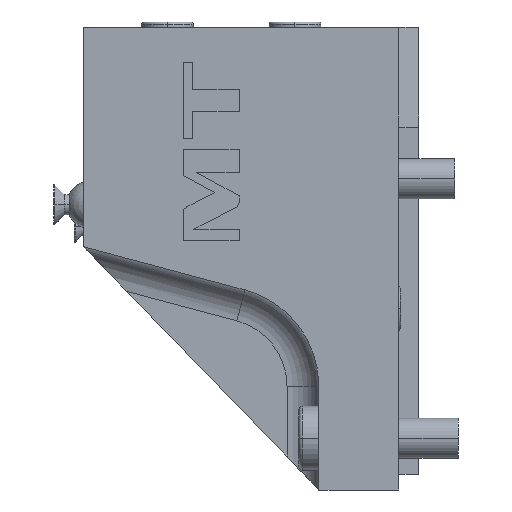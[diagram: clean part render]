
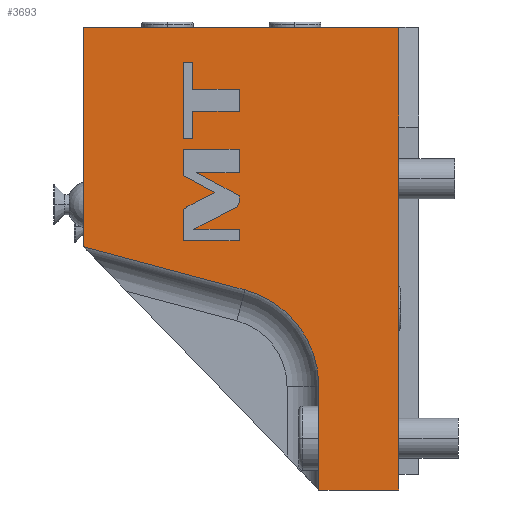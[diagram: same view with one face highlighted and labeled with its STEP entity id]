
A CAD part, front view. The second image highlights one B-rep face of the part: STEP entity #3693.
In plain terms, the highlighted planar face has unit normal (0, -1, 0).
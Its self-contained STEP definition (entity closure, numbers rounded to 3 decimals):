
#486=DIRECTION('',(-1.,0.,0.));
#487=VECTOR('',#486,79.);
#488=CARTESIAN_POINT('',(0.,-42.,70.5));
#489=LINE('',#488,#487);
#852=DIRECTION('',(0.,0.,1.));
#853=VECTOR('',#852,55.);
#854=CARTESIAN_POINT('',(-79.,-42.,15.5));
#855=LINE('',#854,#853);
#890=DIRECTION('',(0.966,0.,-0.259));
#891=VECTOR('',#890,41.898);
#892=CARTESIAN_POINT('',(-79.,-42.,15.5));
#893=LINE('',#892,#891);
#894=DIRECTION('',(0.,0.,1.));
#895=VECTOR('',#894,25.);
#896=CARTESIAN_POINT('',(0.,-42.,45.5));
#897=LINE('',#896,#895);
#898=DIRECTION('',(0.,0.,1.));
#899=VECTOR('',#898,91.);
#900=CARTESIAN_POINT('',(0.,-42.,-45.5));
#901=LINE('',#900,#899);
#902=DIRECTION('',(-1.,0.,0.));
#903=VECTOR('',#902,20.);
#904=CARTESIAN_POINT('',(0.,-42.,-45.5));
#905=LINE('',#904,#903);
#906=DIRECTION('',(0.,0.,1.));
#907=VECTOR('',#906,26.008);
#908=CARTESIAN_POINT('',(-20.,-42.,-45.5));
#909=LINE('',#908,#907);
#910=CARTESIAN_POINT('',(-45.,-42.,-19.492));
#911=DIRECTION('',(0.,1.,0.));
#912=DIRECTION('',(0.259,0.,0.966));
#913=AXIS2_PLACEMENT_3D('',#910,#911,#912);
#915=CARTESIAN_POINT('',(-53.089,-42.,25.535));
#916=CARTESIAN_POINT('',(-53.651,-42.,25.244));
#917=CARTESIAN_POINT('',(-54.,-42.,24.671));
#918=CARTESIAN_POINT('',(-54.,-42.,24.038));
#920=DIRECTION('',(0.,0.,-1.));
#921=VECTOR('',#920,7.038);
#922=CARTESIAN_POINT('',(-54.,-42.,24.038));
#923=LINE('',#922,#921);
#924=DIRECTION('',(1.,0.,0.));
#925=VECTOR('',#924,14.);
#926=CARTESIAN_POINT('',(-54.,-42.,17.));
#927=LINE('',#926,#925);
#928=DIRECTION('',(0.,0.,1.));
#929=VECTOR('',#928,2.912);
#930=CARTESIAN_POINT('',(-40.,-42.,17.));
#931=LINE('',#930,#929);
#932=DIRECTION('',(-1.,0.,0.));
#933=VECTOR('',#932,11.341);
#934=CARTESIAN_POINT('',(-40.,-42.,19.912));
#935=LINE('',#934,#933);
#936=DIRECTION('',(0.888,0.,0.459));
#937=VECTOR('',#936,11.742);
#938=CARTESIAN_POINT('',(-51.341,-42.,19.912));
#939=LINE('',#938,#937);
#940=CARTESIAN_POINT('',(-40.911,-42.,25.305));
#941=CARTESIAN_POINT('',(-40.349,-42.,25.596));
#942=CARTESIAN_POINT('',(-40.,-42.,26.171));
#943=CARTESIAN_POINT('',(-40.,-42.,26.804));
#945=DIRECTION('',(0.,0.,1.));
#946=VECTOR('',#945,1.46);
#947=CARTESIAN_POINT('',(-40.,-42.,26.804));
#948=LINE('',#947,#946);
#949=DIRECTION('',(-0.877,0.,0.481));
#950=VECTOR('',#949,12.147);
#951=CARTESIAN_POINT('',(-40.,-42.,28.264));
#952=LINE('',#951,#950);
#953=DIRECTION('',(1.,0.,0.));
#954=VECTOR('',#953,10.648);
#955=CARTESIAN_POINT('',(-50.648,-42.,34.109));
#956=LINE('',#955,#954);
#957=DIRECTION('',(0.,0.,1.));
#958=VECTOR('',#957,5.891);
#959=CARTESIAN_POINT('',(-40.,-42.,34.109));
#960=LINE('',#959,#958);
#961=DIRECTION('',(-1.,0.,0.));
#962=VECTOR('',#961,14.);
#963=CARTESIAN_POINT('',(-40.,-42.,40.001));
#964=LINE('',#963,#962);
#965=DIRECTION('',(0.,0.,-1.));
#966=VECTOR('',#965,6.642);
#967=CARTESIAN_POINT('',(-54.,-42.,40.001));
#968=LINE('',#967,#966);
#969=DIRECTION('',(0.877,0.,-0.481));
#970=VECTOR('',#969,8.877);
#971=CARTESIAN_POINT('',(-54.,-42.,33.359));
#972=LINE('',#971,#970);
#973=DIRECTION('',(-0.888,0.,-0.459));
#974=VECTOR('',#973,7.734);
#975=CARTESIAN_POINT('',(-46.218,-42.,29.087));
#976=LINE('',#975,#974);
#977=DIRECTION('',(1.,0.,0.));
#978=VECTOR('',#977,11.616);
#979=CARTESIAN_POINT('',(-51.616,-42.,49.416));
#980=LINE('',#979,#978);
#981=DIRECTION('',(0.,0.,1.));
#982=VECTOR('',#981,5.545);
#983=CARTESIAN_POINT('',(-40.,-42.,49.416));
#984=LINE('',#983,#982);
#985=DIRECTION('',(-1.,0.,0.));
#986=VECTOR('',#985,11.616);
#987=CARTESIAN_POINT('',(-40.,-42.,54.961));
#988=LINE('',#987,#986);
#989=DIRECTION('',(0.,0.,1.));
#990=VECTOR('',#989,6.787);
#991=CARTESIAN_POINT('',(-51.616,-42.,54.961));
#992=LINE('',#991,#990);
#993=DIRECTION('',(-1.,0.,0.));
#994=VECTOR('',#993,2.384);
#995=CARTESIAN_POINT('',(-51.616,-42.,61.748));
#996=LINE('',#995,#994);
#997=DIRECTION('',(0.,0.,-1.));
#998=VECTOR('',#997,19.12);
#999=CARTESIAN_POINT('',(-54.,-42.,61.748));
#1000=LINE('',#999,#998);
#1001=DIRECTION('',(1.,0.,0.));
#1002=VECTOR('',#1001,2.384);
#1003=CARTESIAN_POINT('',(-54.,-42.,42.628));
#1004=LINE('',#1003,#1002);
#1005=DIRECTION('',(0.,0.,1.));
#1006=VECTOR('',#1005,6.787);
#1007=CARTESIAN_POINT('',(-51.616,-42.,42.628));
#1008=LINE('',#1007,#1006);
#1969=CARTESIAN_POINT('',(0.,-42.,-45.5));
#1970=VERTEX_POINT('',#1969);
#2003=CARTESIAN_POINT('',(-79.,-42.,70.5));
#2004=VERTEX_POINT('',#2003);
#2017=CARTESIAN_POINT('',(0.,-42.,70.5));
#2018=VERTEX_POINT('',#2017);
#2021=CARTESIAN_POINT('',(0.,-42.,45.5));
#2022=VERTEX_POINT('',#2021);
#2027=CARTESIAN_POINT('',(-79.,-42.,15.5));
#2028=CARTESIAN_POINT('',(-38.53,-42.,4.656));
#2029=VERTEX_POINT('',#2027);
#2030=VERTEX_POINT('',#2028);
#2033=CARTESIAN_POINT('',(-20.,-42.,-45.5));
#2034=VERTEX_POINT('',#2033);
#2037=CARTESIAN_POINT('',(-20.,-42.,-19.492));
#2038=VERTEX_POINT('',#2037);
#2384=CARTESIAN_POINT('',(-53.089,-42.,25.535));
#2385=VERTEX_POINT('',#2384);
#2386=CARTESIAN_POINT('',(-54.,-42.,24.038));
#2387=VERTEX_POINT('',#2386);
#2388=CARTESIAN_POINT('',(-54.,-42.,17.));
#2389=VERTEX_POINT('',#2388);
#2390=CARTESIAN_POINT('',(-40.,-42.,17.));
#2391=VERTEX_POINT('',#2390);
#2392=CARTESIAN_POINT('',(-40.,-42.,19.912));
#2393=VERTEX_POINT('',#2392);
#2394=CARTESIAN_POINT('',(-51.341,-42.,19.912));
#2395=VERTEX_POINT('',#2394);
#2396=CARTESIAN_POINT('',(-40.911,-42.,25.305));
#2397=VERTEX_POINT('',#2396);
#2398=CARTESIAN_POINT('',(-40.,-42.,26.804));
#2399=VERTEX_POINT('',#2398);
#2400=CARTESIAN_POINT('',(-40.,-42.,28.264));
#2401=VERTEX_POINT('',#2400);
#2402=CARTESIAN_POINT('',(-50.648,-42.,34.109));
#2403=VERTEX_POINT('',#2402);
#2404=CARTESIAN_POINT('',(-40.,-42.,34.109));
#2405=VERTEX_POINT('',#2404);
#2406=CARTESIAN_POINT('',(-40.,-42.,40.001));
#2407=VERTEX_POINT('',#2406);
#2408=CARTESIAN_POINT('',(-54.,-42.,40.001));
#2409=VERTEX_POINT('',#2408);
#2410=CARTESIAN_POINT('',(-54.,-42.,33.359));
#2411=VERTEX_POINT('',#2410);
#2412=CARTESIAN_POINT('',(-46.218,-42.,29.087));
#2413=VERTEX_POINT('',#2412);
#2414=CARTESIAN_POINT('',(-51.616,-42.,49.416));
#2415=VERTEX_POINT('',#2414);
#2416=CARTESIAN_POINT('',(-40.,-42.,49.416));
#2417=VERTEX_POINT('',#2416);
#2418=CARTESIAN_POINT('',(-40.,-42.,54.961));
#2419=VERTEX_POINT('',#2418);
#2420=CARTESIAN_POINT('',(-51.616,-42.,54.961));
#2421=VERTEX_POINT('',#2420);
#2422=CARTESIAN_POINT('',(-51.616,-42.,61.748));
#2423=VERTEX_POINT('',#2422);
#2424=CARTESIAN_POINT('',(-54.,-42.,61.748));
#2425=VERTEX_POINT('',#2424);
#2426=CARTESIAN_POINT('',(-54.,-42.,42.628));
#2427=VERTEX_POINT('',#2426);
#2428=CARTESIAN_POINT('',(-51.616,-42.,42.628));
#2429=VERTEX_POINT('',#2428);
#3625=CARTESIAN_POINT('',(5.,-42.,-45.5));
#3626=DIRECTION('',(0.,-1.,0.));
#3627=DIRECTION('',(0.,0.,1.));
#3628=AXIS2_PLACEMENT_3D('',#3625,#3626,#3627);
#3629=PLANE('',#3628);
#3631=ORIENTED_EDGE('',*,*,#3630,.F.);
#3632=ORIENTED_EDGE('',*,*,#3600,.T.);
#3633=ORIENTED_EDGE('',*,*,#3209,.F.);
#3634=ORIENTED_EDGE('',*,*,#3225,.F.);
#3635=ORIENTED_EDGE('',*,*,#3297,.F.);
#3636=ORIENTED_EDGE('',*,*,#3378,.T.);
#3638=ORIENTED_EDGE('',*,*,#3637,.T.);
#3640=ORIENTED_EDGE('',*,*,#3639,.F.);
#3641=EDGE_LOOP('',(#3631,#3632,#3633,#3634,#3635,#3636,#3638,#3640));
#3642=FACE_OUTER_BOUND('',#3641,.F.);
#3644=ORIENTED_EDGE('',*,*,#3643,.T.);
#3646=ORIENTED_EDGE('',*,*,#3645,.T.);
#3648=ORIENTED_EDGE('',*,*,#3647,.T.);
#3650=ORIENTED_EDGE('',*,*,#3649,.T.);
#3652=ORIENTED_EDGE('',*,*,#3651,.T.);
#3654=ORIENTED_EDGE('',*,*,#3653,.T.);
#3656=ORIENTED_EDGE('',*,*,#3655,.T.);
#3658=ORIENTED_EDGE('',*,*,#3657,.T.);
#3660=ORIENTED_EDGE('',*,*,#3659,.T.);
#3662=ORIENTED_EDGE('',*,*,#3661,.T.);
#3664=ORIENTED_EDGE('',*,*,#3663,.T.);
#3666=ORIENTED_EDGE('',*,*,#3665,.T.);
#3668=ORIENTED_EDGE('',*,*,#3667,.T.);
#3670=ORIENTED_EDGE('',*,*,#3669,.T.);
#3672=ORIENTED_EDGE('',*,*,#3671,.T.);
#3673=EDGE_LOOP('',(#3644,#3646,#3648,#3650,#3652,#3654,#3656,#3658,#3660,#3662,
#3664,#3666,#3668,#3670,#3672));
#3674=FACE_BOUND('',#3673,.F.);
#3676=ORIENTED_EDGE('',*,*,#3675,.T.);
#3678=ORIENTED_EDGE('',*,*,#3677,.T.);
#3680=ORIENTED_EDGE('',*,*,#3679,.T.);
#3682=ORIENTED_EDGE('',*,*,#3681,.T.);
#3684=ORIENTED_EDGE('',*,*,#3683,.T.);
#3686=ORIENTED_EDGE('',*,*,#3685,.T.);
#3688=ORIENTED_EDGE('',*,*,#3687,.T.);
#3690=ORIENTED_EDGE('',*,*,#3689,.T.);
#3691=EDGE_LOOP('',(#3676,#3678,#3680,#3682,#3684,#3686,#3688,#3690));
#3692=FACE_BOUND('',#3691,.F.);
#3693=ADVANCED_FACE('',(#3642,#3674,#3692),#3629,.T.);
#914=CIRCLE('',#913,25.);
#919=B_SPLINE_CURVE_WITH_KNOTS('',3,(#915,#916,#917,#918),.UNSPECIFIED.,.F.,.F.,
(4,4),(0.,1.),.UNSPECIFIED.);
#944=B_SPLINE_CURVE_WITH_KNOTS('',3,(#940,#941,#942,#943),.UNSPECIFIED.,.F.,.F.,
(4,4),(0.,1.),.UNSPECIFIED.);
#3209=EDGE_CURVE('',#2018,#2004,#489,.T.);
#3225=EDGE_CURVE('',#2022,#2018,#897,.T.);
#3297=EDGE_CURVE('',#1970,#2022,#901,.T.);
#3378=EDGE_CURVE('',#1970,#2034,#905,.T.);
#3600=EDGE_CURVE('',#2029,#2004,#855,.T.);
#3630=EDGE_CURVE('',#2029,#2030,#893,.T.);
#3637=EDGE_CURVE('',#2034,#2038,#909,.T.);
#3639=EDGE_CURVE('',#2030,#2038,#914,.T.);
#3643=EDGE_CURVE('',#2385,#2387,#919,.T.);
#3645=EDGE_CURVE('',#2387,#2389,#923,.T.);
#3647=EDGE_CURVE('',#2389,#2391,#927,.T.);
#3649=EDGE_CURVE('',#2391,#2393,#931,.T.);
#3651=EDGE_CURVE('',#2393,#2395,#935,.T.);
#3653=EDGE_CURVE('',#2395,#2397,#939,.T.);
#3655=EDGE_CURVE('',#2397,#2399,#944,.T.);
#3657=EDGE_CURVE('',#2399,#2401,#948,.T.);
#3659=EDGE_CURVE('',#2401,#2403,#952,.T.);
#3661=EDGE_CURVE('',#2403,#2405,#956,.T.);
#3663=EDGE_CURVE('',#2405,#2407,#960,.T.);
#3665=EDGE_CURVE('',#2407,#2409,#964,.T.);
#3667=EDGE_CURVE('',#2409,#2411,#968,.T.);
#3669=EDGE_CURVE('',#2411,#2413,#972,.T.);
#3671=EDGE_CURVE('',#2413,#2385,#976,.T.);
#3675=EDGE_CURVE('',#2415,#2417,#980,.T.);
#3677=EDGE_CURVE('',#2417,#2419,#984,.T.);
#3679=EDGE_CURVE('',#2419,#2421,#988,.T.);
#3681=EDGE_CURVE('',#2421,#2423,#992,.T.);
#3683=EDGE_CURVE('',#2423,#2425,#996,.T.);
#3685=EDGE_CURVE('',#2425,#2427,#1000,.T.);
#3687=EDGE_CURVE('',#2427,#2429,#1004,.T.);
#3689=EDGE_CURVE('',#2429,#2415,#1008,.T.);
